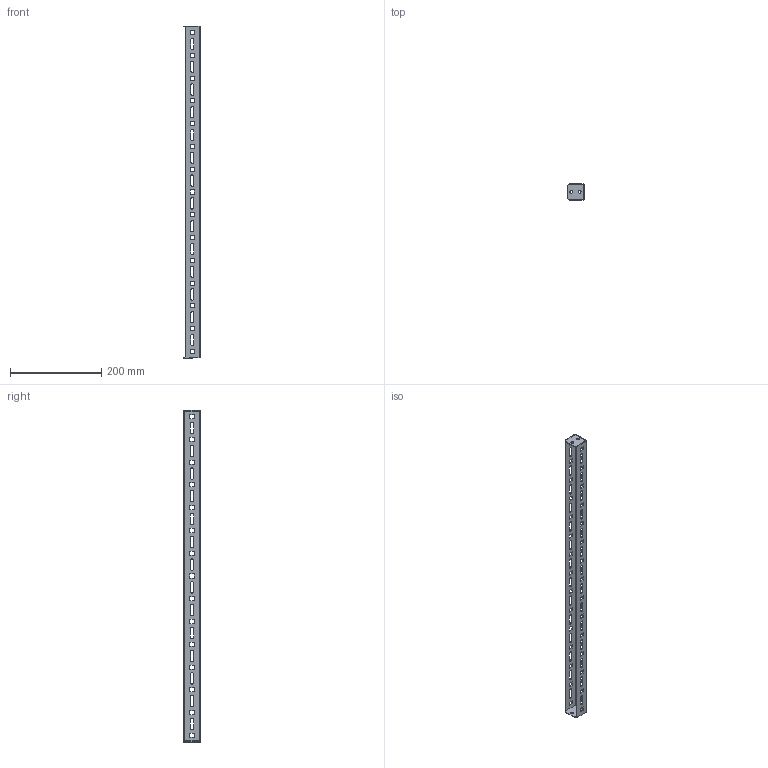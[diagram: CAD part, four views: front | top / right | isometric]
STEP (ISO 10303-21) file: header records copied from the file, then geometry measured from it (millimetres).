
FILE_DESCRIPTION (( 'STEP AP214' ), '1' );
FILE_NAME ('Ðåéêà ïîïåðå÷íàÿ 800.STEP', '2018-01-14T10:34:58', ( 'Îëåã' ), ( '' ), 'SwSTEP 2.0', 'SolidWorks 2017', '' );
FILE_SCHEMA (( 'AUTOMOTIVE_DESIGN' ));
Length unit declared in the file: millimetre
Products named in the file (1): Ðåéêà ïîïåðå÷íàÿ 800
Bounding box: 36 x 36 x 729 mm (x, y, z)
Volume: 93841 mm3; surface area: 134026.5 mm2
Topology: 1 solids, 1 shells, 394 faces, 1146 edges, 754 vertices
Faces by surface type: plane 290, cylinder 96, bspline 8
Full cylindrical faces by diameter (mm): 6.5 x4
Entity records: 13550 total; most frequent: CARTESIAN_POINT 2691, ORIENTED_EDGE 2280, DIRECTION 2062, EDGE_CURVE 1140, LINE 936, VECTOR 936, VERTEX_POINT 752, EDGE_LOOP 580
